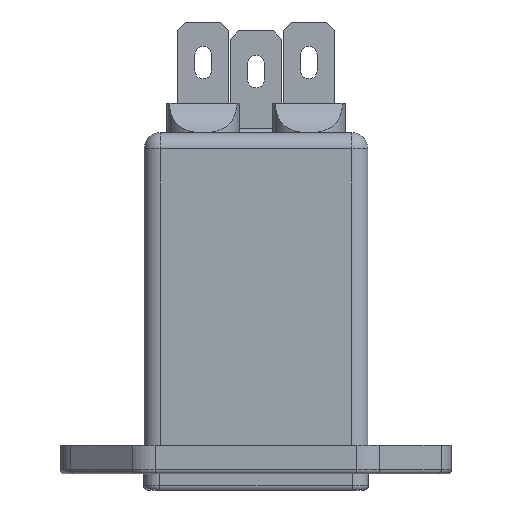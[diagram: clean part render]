
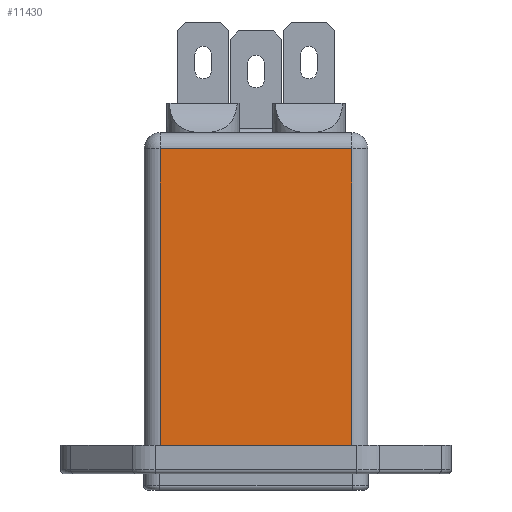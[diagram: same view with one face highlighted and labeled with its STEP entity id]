
A CAD part, front view. The second image highlights one B-rep face of the part: STEP entity #11430.
In plain terms, the highlighted planar face has unit normal (0, -1, 0).
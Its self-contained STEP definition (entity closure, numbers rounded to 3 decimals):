
#421 = VERTEX_POINT ( 'NONE', #19998 ) ;
#502 = LINE ( 'NONE', #17935, #17563 ) ;
#1507 = LINE ( 'NONE', #14667, #6791 ) ;
#1983 = VECTOR ( 'NONE', #22379, 1000. ) ;
#2240 = VERTEX_POINT ( 'NONE', #11973 ) ;
#2298 = FACE_OUTER_BOUND ( 'NONE', #22511, .T. ) ;
#2486 = VERTEX_POINT ( 'NONE', #4639 ) ;
#2584 = EDGE_CURVE ( 'NONE', #421, #2486, #20336, .T. ) ;
#2805 = DIRECTION ( 'NONE',  ( 0., 0., 1. ) ) ;
#3267 = LINE ( 'NONE', #18468, #1983 ) ;
#4639 = CARTESIAN_POINT ( 'NONE',  ( 11.75, -6.729, 36.4 ) ) ;
#6791 = VECTOR ( 'NONE', #10643, 1000. ) ;
#10643 = DIRECTION ( 'NONE',  ( -1., 0., 0. ) ) ;
#11290 = ORIENTED_EDGE ( 'NONE', *, *, #20879, .T. ) ;
#11430 = ADVANCED_FACE ( 'NONE', ( #2298 ), #13825, .F. ) ;
#11522 = ORIENTED_EDGE ( 'NONE', *, *, #2584, .T. ) ;
#11973 = CARTESIAN_POINT ( 'NONE',  ( -11.75, -6.729, 0. ) ) ;
#13825 = PLANE ( 'NONE',  #22557 ) ;
#14165 = DIRECTION ( 'NONE',  ( 0., 0., -1. ) ) ;
#14311 = EDGE_CURVE ( 'NONE', #20993, #2240, #502, .T. ) ;
#14537 = DIRECTION ( 'NONE',  ( 0., 0., 1. ) ) ;
#14667 = CARTESIAN_POINT ( 'NONE',  ( -13.75, -6.729, 36.4 ) ) ;
#14896 = CARTESIAN_POINT ( 'NONE',  ( 11.75, -6.729, 38.4 ) ) ;
#17563 = VECTOR ( 'NONE', #14165, 1000. ) ;
#17598 = CARTESIAN_POINT ( 'NONE',  ( -13.75, -6.729, 38.4 ) ) ;
#17769 = ORIENTED_EDGE ( 'NONE', *, *, #21204, .T. ) ;
#17935 = CARTESIAN_POINT ( 'NONE',  ( -11.75, -6.729, 38.4 ) ) ;
#18468 = CARTESIAN_POINT ( 'NONE',  ( -13.75, -6.729, 0. ) ) ;
#19998 = CARTESIAN_POINT ( 'NONE',  ( 11.75, -6.729, 0. ) ) ;
#20025 = DIRECTION ( 'NONE',  ( 0., 1., 0. ) ) ;
#20336 = LINE ( 'NONE', #14896, #23968 ) ;
#20879 = EDGE_CURVE ( 'NONE', #2240, #421, #3267, .T. ) ;
#20993 = VERTEX_POINT ( 'NONE', #23486 ) ;
#21204 = EDGE_CURVE ( 'NONE', #2486, #20993, #1507, .T. ) ;
#22379 = DIRECTION ( 'NONE',  ( 1., 0., 0. ) ) ;
#22511 = EDGE_LOOP ( 'NONE', ( #11290, #11522, #17769, #24019 ) ) ;
#22557 = AXIS2_PLACEMENT_3D ( 'NONE', #17598, #20025, #2805 ) ;
#23486 = CARTESIAN_POINT ( 'NONE',  ( -11.75, -6.729, 36.4 ) ) ;
#23968 = VECTOR ( 'NONE', #14537, 1000. ) ;
#24019 = ORIENTED_EDGE ( 'NONE', *, *, #14311, .T. ) ;
